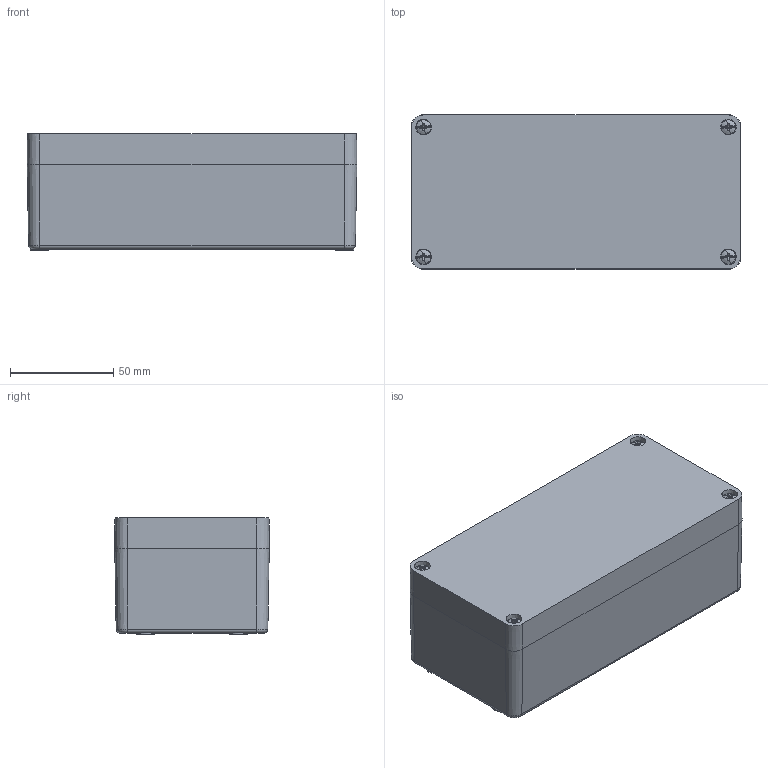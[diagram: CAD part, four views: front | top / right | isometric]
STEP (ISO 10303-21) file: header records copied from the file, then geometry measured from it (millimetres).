
FILE_DESCRIPTION(('CATIA V5R24 STEP','CAx-IF Rec.Pracs.--- Model Styling and Organization---1.2---2011-12-15'),'2;1');
FILE_NAME ('010920-5_2', '2018-05-07T07:39:33+00:00', ('Weidmueller Interface'), ('Weidmueller'), 'CATIA Version 5-6 Release 2014 SP4 HF52', 'CATIA V5 STEP AP214', 'none');
FILE_SCHEMA(('AUTOMOTIVE_DESIGN { 1 0 10303 214 1 1 1 1 }'));
Length unit declared in the file: millimetre
Products named in the file (1): KLIPPON_POK_081606 EX
Bounding box: 160 x 75 x 56.5 mm (x, y, z)
Volume: 217384.6 mm3; surface area: 107450.1 mm2
Topology: 7 solids, 7 shells, 640 faces, 1504 edges, 878 vertices
Faces by surface type: plane 246, cone 180, cylinder 126, torus 64, sphere 24
Entity records: 19044 total; most frequent: CARTESIAN_POINT 5257, ORIENTED_EDGE 2944, DIRECTION 2180, EDGE_CURVE 1472, AXIS2_PLACEMENT_3D 1071, VERTEX_POINT 878, EDGE_LOOP 690, ADVANCED_FACE 640
